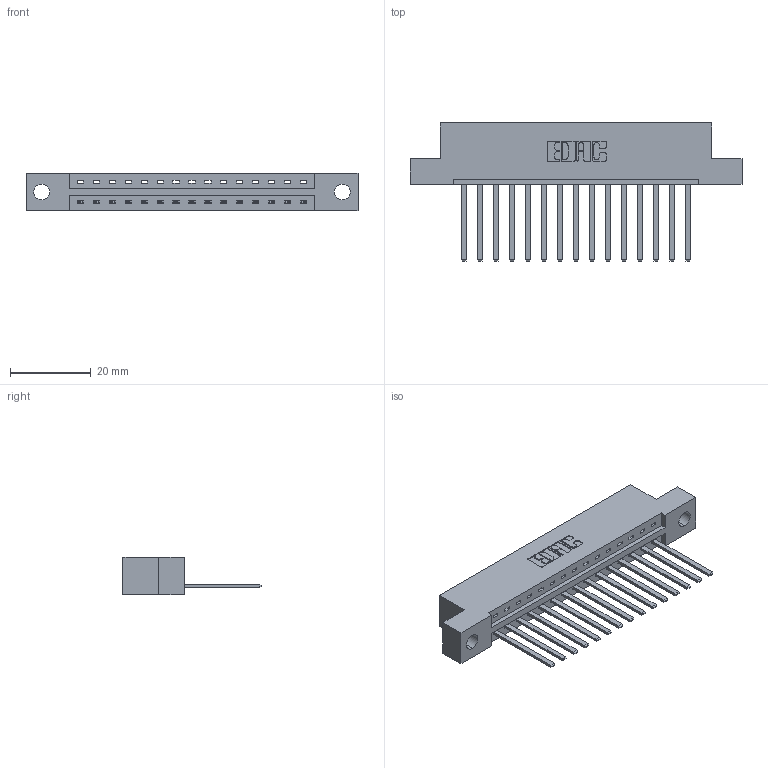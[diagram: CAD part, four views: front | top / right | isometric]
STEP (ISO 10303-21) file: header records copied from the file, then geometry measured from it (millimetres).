
FILE_DESCRIPTION (( 'STEP AP203' ), '1' );
FILE_NAME ('387-015-544-104.STEP', '2018-09-11T08:09:59', ( '' ), ( '' ), 'SwSTEP 2.0', 'SolidWorks 2016', '' );
FILE_SCHEMA (( 'CONFIG_CONTROL_DESIGN' ));
Length unit declared in the file: inch
Products named in the file (3): 387-015-544-104; 337 Part_Flush Mounting Lugs - 0.156 Dia-TH; 345-292-001_345-293-144
Assembly tree (16 placements, depth 2):
  387-015-544-104
    337 Part_Flush Mounting Lugs - 0.156 Dia-TH
    345-292-001_345-293-144  x15
Bounding box: 82.45 x 34.3 x 9.4 mm (x, y, z)
Volume: 8317.1 mm3; surface area: 8811.4 mm2
Topology: 16 solids, 16 shells, 954 faces, 2861 edges, 1886 vertices
Faces by surface type: plane 700, cylinder 254
Entity records: 14461 total; most frequent: CARTESIAN_POINT 2523, ORIENTED_EDGE 2474, DIRECTION 2175, EDGE_CURVE 1237, LINE 1113, VECTOR 1113, VERTEX_POINT 822, AXIS2_PLACEMENT_3D 531
